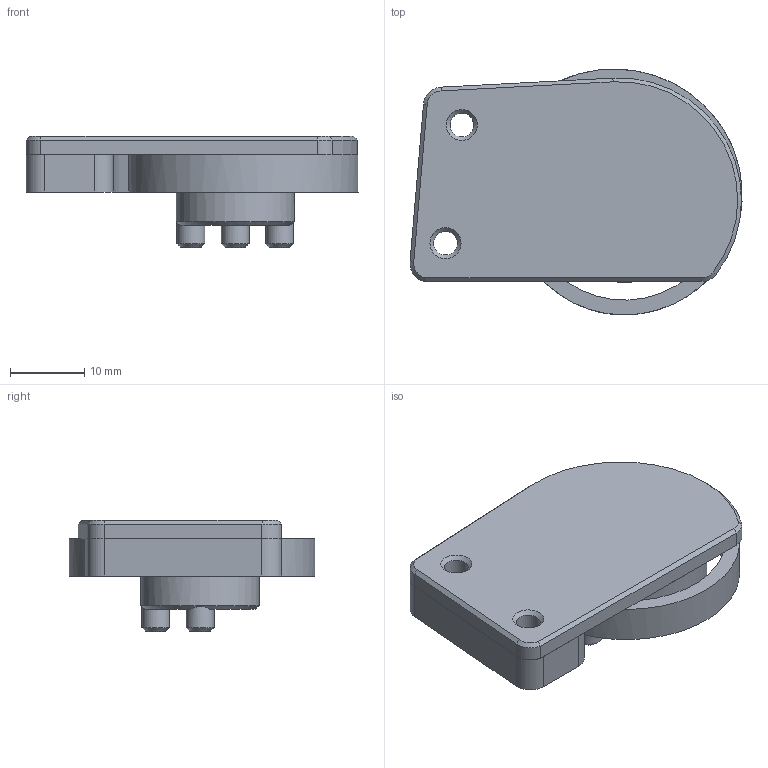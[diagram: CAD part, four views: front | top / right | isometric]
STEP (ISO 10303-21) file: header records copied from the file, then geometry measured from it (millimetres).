
FILE_DESCRIPTION(/* description */ (''),/* implementation_level */ '2;1');
FILE_NAME(/* name */ 'Gripper spring R2 P4 SS20.step',/* time_stamp */ '2025-04-01T15:11:23+02:00',/* author */ (''),/* organization */ (''),/* preprocessor_version */ 'ST-DEVELOPER v20.1',/* originating_system */ 'Autodesk Translation Framework v14.4.0.0',/* authorisation */ '');
FILE_SCHEMA (('AUTOMOTIVE_DESIGN { 1 0 10303 214 3 1 1 }'));
Length unit declared in the file: millimetre
Products named in the file (2): Gripper spring; spring cap
Assembly tree (1 placements, depth 2):
  Gripper spring
    spring cap
Bounding box: 44.86 x 33.22 x 15 mm (x, y, z)
Volume: 7700.8 mm3; surface area: 6752.3 mm2
Topology: 2 solids, 2 shells, 50 faces, 123 edges, 77 vertices
Faces by surface type: plane 19, cylinder 17, cone 12, bspline 2
Full cylindrical faces by diameter (mm): 3.2 x4, 3.75 x3, 16 x1
Entity records: 2003 total; most frequent: CARTESIAN_POINT 744, DIRECTION 263, ORIENTED_EDGE 242, EDGE_CURVE 121, AXIS2_PLACEMENT_3D 102, VERTEX_POINT 77, EDGE_LOOP 60, LINE 59
